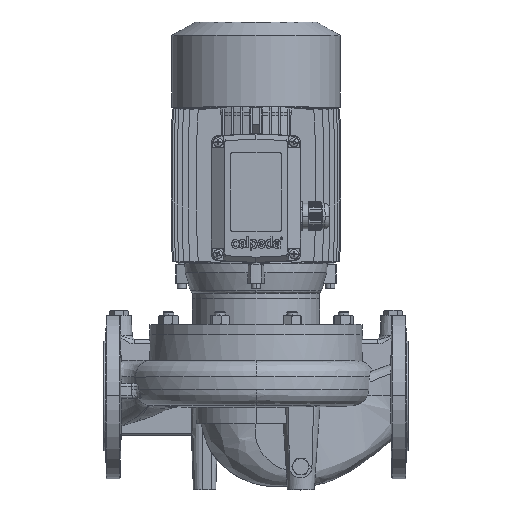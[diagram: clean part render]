
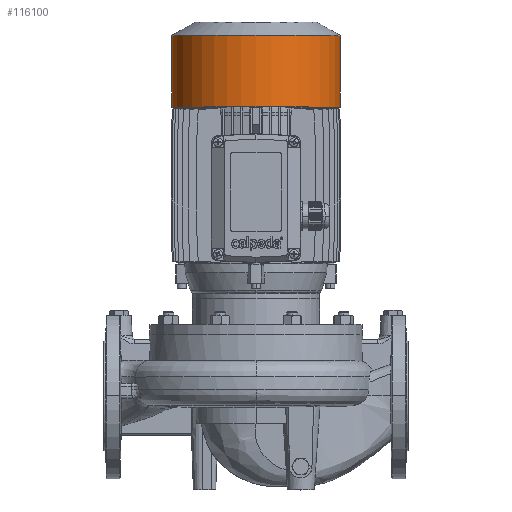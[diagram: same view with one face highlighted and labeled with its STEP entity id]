
A CAD part, top view. The second image highlights one B-rep face of the part: STEP entity #116100.
In plain terms, the highlighted cylindrical face has radius 94 mm (diameter 188 mm), a partial arc.
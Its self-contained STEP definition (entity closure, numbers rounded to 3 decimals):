
#1509 = CARTESIAN_POINT ( 'NONE',  ( 94., 333.989, 0. ) ) ;
#2241 = CIRCLE ( 'NONE', #111353, 94. ) ;
#12303 = CARTESIAN_POINT ( 'NONE',  ( 94., 254., 0. ) ) ;
#13188 = VERTEX_POINT ( 'NONE', #27298 ) ;
#13558 = VERTEX_POINT ( 'NONE', #1509 ) ;
#21737 = DIRECTION ( 'NONE',  ( 0., -1., 0. ) ) ;
#22361 = CIRCLE ( 'NONE', #80351, 94. ) ;
#23459 = VECTOR ( 'NONE', #113205, 1000. ) ;
#25277 = EDGE_CURVE ( 'NONE', #13188, #135124, #60528, .T. ) ;
#27298 = CARTESIAN_POINT ( 'NONE',  ( -94., 333.989, 0. ) ) ;
#30056 = EDGE_CURVE ( 'NONE', #13558, #107762, #34689, .T. ) ;
#30740 = CARTESIAN_POINT ( 'NONE',  ( 0., 333.989, 0. ) ) ;
#34689 = LINE ( 'NONE', #79030, #23459 ) ;
#35621 = VECTOR ( 'NONE', #115061, 1000. ) ;
#41845 = ORIENTED_EDGE ( 'NONE', *, *, #52784, .T. ) ;
#44166 = AXIS2_PLACEMENT_3D ( 'NONE', #75395, #74673, #119043 ) ;
#45694 = CARTESIAN_POINT ( 'NONE',  ( 0., 254., 0. ) ) ;
#49114 = ORIENTED_EDGE ( 'NONE', *, *, #25277, .T. ) ;
#51721 = CARTESIAN_POINT ( 'NONE',  ( -94., 254., 0. ) ) ;
#52784 = EDGE_CURVE ( 'NONE', #13558, #13188, #22361, .T. ) ;
#53263 = DIRECTION ( 'NONE',  ( 1., 0., 0. ) ) ;
#60528 = LINE ( 'NONE', #104168, #35621 ) ;
#74673 = DIRECTION ( 'NONE',  ( 0., -1., 0. ) ) ;
#75395 = CARTESIAN_POINT ( 'NONE',  ( 0., 333.989, 0. ) ) ;
#79030 = CARTESIAN_POINT ( 'NONE',  ( 94., 333.989, 0. ) ) ;
#80351 = AXIS2_PLACEMENT_3D ( 'NONE', #30740, #108530, #53263 ) ;
#80739 = ORIENTED_EDGE ( 'NONE', *, *, #131380, .F. ) ;
#103438 = ORIENTED_EDGE ( 'NONE', *, *, #30056, .F. ) ;
#104168 = CARTESIAN_POINT ( 'NONE',  ( -94., 333.989, 0. ) ) ;
#107762 = VERTEX_POINT ( 'NONE', #12303 ) ;
#108530 = DIRECTION ( 'NONE',  ( 0., -1., 0. ) ) ;
#111353 = AXIS2_PLACEMENT_3D ( 'NONE', #45694, #21737, #121355 ) ;
#113205 = DIRECTION ( 'NONE',  ( 0., -1., 0. ) ) ;
#115061 = DIRECTION ( 'NONE',  ( 0., -1., 0. ) ) ;
#116100 = ADVANCED_FACE ( 'NONE', ( #143713 ), #141572, .T. ) ;
#119043 = DIRECTION ( 'NONE',  ( 1., 0., 0. ) ) ;
#121355 = DIRECTION ( 'NONE',  ( 1., 0., 0. ) ) ;
#127636 = EDGE_LOOP ( 'NONE', ( #41845, #49114, #80739, #103438 ) ) ;
#131380 = EDGE_CURVE ( 'NONE', #107762, #135124, #2241, .T. ) ;
#135124 = VERTEX_POINT ( 'NONE', #51721 ) ;
#141572 = CYLINDRICAL_SURFACE ( 'NONE', #44166, 94. ) ;
#143713 = FACE_OUTER_BOUND ( 'NONE', #127636, .T. ) ;
